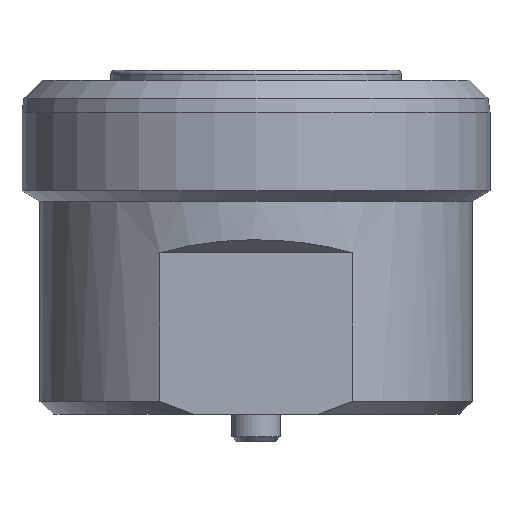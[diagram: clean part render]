
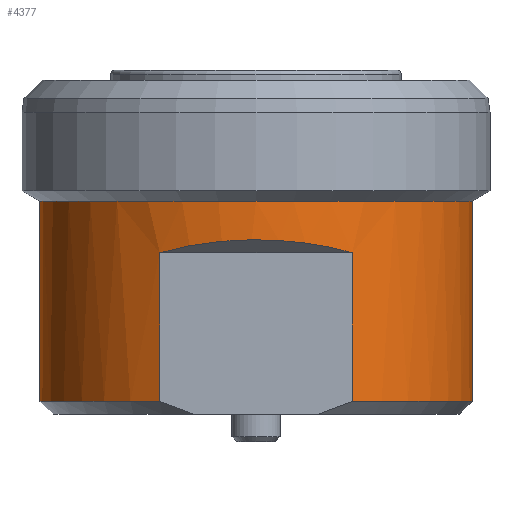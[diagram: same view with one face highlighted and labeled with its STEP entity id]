
A CAD part, front view. The second image highlights one B-rep face of the part: STEP entity #4377.
In plain terms, the highlighted cylindrical face has radius 13.4 mm (diameter 26.8 mm), a partial arc.
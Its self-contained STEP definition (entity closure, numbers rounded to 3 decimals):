
#92 = CARTESIAN_POINT ( 'NONE',  ( -5.963, -12., -20.5 ) ) ;
#102 = DIRECTION ( 'NONE',  ( 0., 0., 1. ) ) ;
#131 = ORIENTED_EDGE ( 'NONE', *, *, #5062, .T. ) ;
#153 = CARTESIAN_POINT ( 'NONE',  ( 2.137, -13.902, -10.202 ) ) ;
#323 = CARTESIAN_POINT ( 'NONE',  ( -5.963, -12., -11.3 ) ) ;
#364 = EDGE_CURVE ( 'NONE', #4303, #3357, #4099, .T. ) ;
#395 = ORIENTED_EDGE ( 'NONE', *, *, #2601, .T. ) ;
#468 = DIRECTION ( 'NONE',  ( 1., 0., 0. ) ) ;
#508 = FACE_OUTER_BOUND ( 'NONE', #4566, .T. ) ;
#558 = LINE ( 'NONE', #3047, #2796 ) ;
#572 = CARTESIAN_POINT ( 'NONE',  ( 5.963, -12., -11.3 ) ) ;
#713 = DIRECTION ( 'NONE',  ( 0., 0., 1. ) ) ;
#815 = DIRECTION ( 'NONE',  ( 0., 0., 1. ) ) ;
#886 = LINE ( 'NONE', #5451, #3995 ) ;
#949 = EDGE_CURVE ( 'NONE', #4795, #2737, #3722, .T. ) ;
#975 = CARTESIAN_POINT ( 'NONE',  ( 5.963, -12., -20.5 ) ) ;
#1034 = LINE ( 'NONE', #4745, #4409 ) ;
#1250 = DIRECTION ( 'NONE',  ( 0., 0., 1. ) ) ;
#1268 =( BOUNDED_CURVE ( )  B_SPLINE_CURVE ( 3, ( #3083, #4352, #153, #572 ),
 .UNSPECIFIED., .F., .F. ) 
 B_SPLINE_CURVE_WITH_KNOTS ( ( 4, 4 ),
 ( 5.822, 6.744 ),
 .UNSPECIFIED. ) 
 CURVE ( )  GEOMETRIC_REPRESENTATION_ITEM ( )  RATIONAL_B_SPLINE_CURVE ( ( 1., 0.93, 0.93, 1. ) ) 
 REPRESENTATION_ITEM ( '' )  );
#1438 = CARTESIAN_POINT ( 'NONE',  ( -13.4, 0., -8.1 ) ) ;
#1498 = VERTEX_POINT ( 'NONE', #92 ) ;
#1553 = CARTESIAN_POINT ( 'NONE',  ( 13.4, 0., -20.5 ) ) ;
#1614 = CARTESIAN_POINT ( 'NONE',  ( 0., 0., -20.5 ) ) ;
#1791 = ORIENTED_EDGE ( 'NONE', *, *, #3903, .T. ) ;
#1901 = CARTESIAN_POINT ( 'NONE',  ( 0., 0., -20.5 ) ) ;
#2043 = DIRECTION ( 'NONE',  ( 1., 0., 0. ) ) ;
#2142 = ORIENTED_EDGE ( 'NONE', *, *, #3681, .T. ) ;
#2318 = DIRECTION ( 'NONE',  ( 1., 0., 0. ) ) ;
#2402 = CIRCLE ( 'NONE', #5454, 13.4 ) ;
#2478 = AXIS2_PLACEMENT_3D ( 'NONE', #1901, #4837, #2318 ) ;
#2527 = CIRCLE ( 'NONE', #3473, 13.4 ) ;
#2559 = ORIENTED_EDGE ( 'NONE', *, *, #364, .F. ) ;
#2601 = EDGE_CURVE ( 'NONE', #5157, #4795, #1034, .T. ) ;
#2634 = DIRECTION ( 'NONE',  ( 0., 0., -1. ) ) ;
#2673 = ORIENTED_EDGE ( 'NONE', *, *, #4915, .F. ) ;
#2737 = VERTEX_POINT ( 'NONE', #1553 ) ;
#2796 = VECTOR ( 'NONE', #102, 1000. ) ;
#3047 = CARTESIAN_POINT ( 'NONE',  ( 13.4, 0., 1.221 ) ) ;
#3083 = CARTESIAN_POINT ( 'NONE',  ( -5.963, -12., -11.3 ) ) ;
#3179 = VERTEX_POINT ( 'NONE', #5135 ) ;
#3230 = CARTESIAN_POINT ( 'NONE',  ( 0., 0., -8.1 ) ) ;
#3290 = EDGE_CURVE ( 'NONE', #4120, #5157, #1268, .T. ) ;
#3357 = VERTEX_POINT ( 'NONE', #1438 ) ;
#3403 = DIRECTION ( 'NONE',  ( 0., 0., 1. ) ) ;
#3473 = AXIS2_PLACEMENT_3D ( 'NONE', #3230, #713, #3659 ) ;
#3659 = DIRECTION ( 'NONE',  ( 1., 0., 0. ) ) ;
#3681 = EDGE_CURVE ( 'NONE', #1498, #4120, #886, .T. ) ;
#3708 = ORIENTED_EDGE ( 'NONE', *, *, #949, .T. ) ;
#3722 = CIRCLE ( 'NONE', #2478, 13.4 ) ;
#3785 = CARTESIAN_POINT ( 'NONE',  ( -13.4, 0., 1.221 ) ) ;
#3903 = EDGE_CURVE ( 'NONE', #2737, #3179, #558, .T. ) ;
#3995 = VECTOR ( 'NONE', #815, 1000. ) ;
#4099 = LINE ( 'NONE', #3785, #5085 ) ;
#4120 = VERTEX_POINT ( 'NONE', #323 ) ;
#4251 = ORIENTED_EDGE ( 'NONE', *, *, #3290, .T. ) ;
#4303 = VERTEX_POINT ( 'NONE', #4589 ) ;
#4352 = CARTESIAN_POINT ( 'NONE',  ( -2.137, -13.902, -10.202 ) ) ;
#4377 = ADVANCED_FACE ( 'NONE', ( #508 ), #4482, .T. ) ;
#4409 = VECTOR ( 'NONE', #2634, 1000. ) ;
#4482 = CYLINDRICAL_SURFACE ( 'NONE', #4740, 13.4 ) ;
#4560 = DIRECTION ( 'NONE',  ( 0., 0., 1. ) ) ;
#4566 = EDGE_LOOP ( 'NONE', ( #2559, #131, #2142, #4251, #395, #3708, #1791, #2673 ) ) ;
#4589 = CARTESIAN_POINT ( 'NONE',  ( -13.4, 0., -20.5 ) ) ;
#4740 = AXIS2_PLACEMENT_3D ( 'NONE', #5083, #3403, #468 ) ;
#4745 = CARTESIAN_POINT ( 'NONE',  ( 5.963, -12., 1.221 ) ) ;
#4795 = VERTEX_POINT ( 'NONE', #975 ) ;
#4837 = DIRECTION ( 'NONE',  ( 0., 0., 1. ) ) ;
#4915 = EDGE_CURVE ( 'NONE', #3357, #3179, #2527, .T. ) ;
#5062 = EDGE_CURVE ( 'NONE', #4303, #1498, #2402, .T. ) ;
#5083 = CARTESIAN_POINT ( 'NONE',  ( 0., 0., 1.221 ) ) ;
#5085 = VECTOR ( 'NONE', #1250, 1000. ) ;
#5135 = CARTESIAN_POINT ( 'NONE',  ( 13.4, 0., -8.1 ) ) ;
#5157 = VERTEX_POINT ( 'NONE', #5418 ) ;
#5418 = CARTESIAN_POINT ( 'NONE',  ( 5.963, -12., -11.3 ) ) ;
#5451 = CARTESIAN_POINT ( 'NONE',  ( -5.963, -12., 1.221 ) ) ;
#5454 = AXIS2_PLACEMENT_3D ( 'NONE', #1614, #4560, #2043 ) ;
